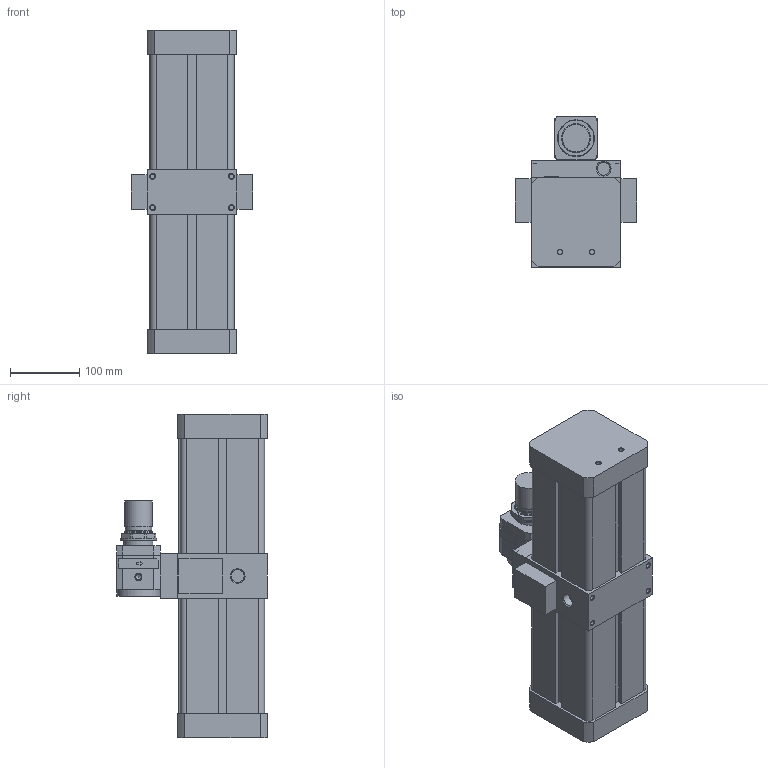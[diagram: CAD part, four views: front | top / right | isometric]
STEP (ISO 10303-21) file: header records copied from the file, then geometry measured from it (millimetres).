
FILE_DESCRIPTION((''),'2;1');
FILE_NAME('17100_125NR.stp','2006-01-17T11:36:33',('rivolro1'),(''),'Autodesk Inventor 10','Autodesk Inventor 10','');
FILE_SCHEMA(('AUTOMOTIVE_DESIGN { 1 0 10303 214 1 1 1 1 }'));
Length unit declared in the file: millimetre
Products named in the file (6): 17100_125NR; 17100_125N; 17302B_; 17302B_(1); RS_1702_12; RK_1701_020
Assembly tree (5 placements, depth 3):
  17100_125NR
    17100_125N
    17302B_
      17302B_(1)
      RS_1702_12
      RK_1701_020
Bounding box: 176 x 218 x 468 mm (x, y, z)
Volume: 7826264.9 mm3; surface area: 368838.4 mm2
Topology: 4 solids, 6 shells, 351 faces, 846 edges, 556 vertices
Faces by surface type: plane 182, bspline 131, cylinder 29, cone 8, torus 1
Full cylindrical faces by diameter (mm): 6.5 x3, 6.647 x2, 8.5 x1, 10 x1, 20 x2, 36.5 x1, 38.5 x1, 40 x2, 42 x2, 53 x1, 63 x1
Entity records: 10506 total; most frequent: CARTESIAN_POINT 3035, ORIENTED_EDGE 1444, DIRECTION 1356, EDGE_CURVE 722, VERTEX_POINT 526, VECTOR 526, LINE 526, EDGE_LOOP 496
